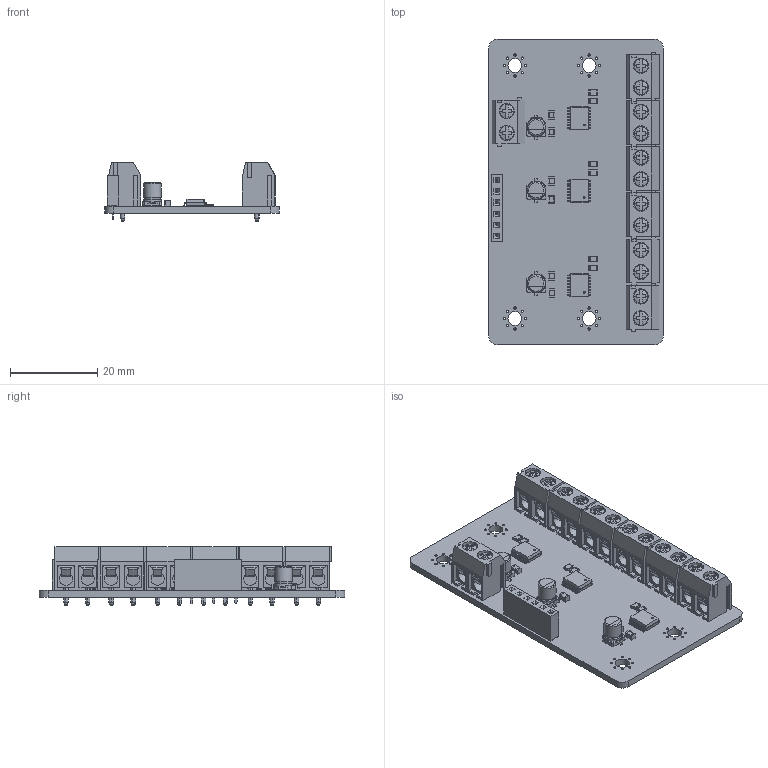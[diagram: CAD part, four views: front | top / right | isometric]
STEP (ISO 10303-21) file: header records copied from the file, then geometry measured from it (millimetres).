
FILE_DESCRIPTION(('KiCad electronic assembly'),'2;1');
FILE_NAME('cat_finder_motors.stp','2019-09-28T16:30:33',('An Author'),( 'A Company'),'Open CASCADE STEP processor 6.9', 'KiCad to STEP converter','Unknown');
FILE_SCHEMA(('AUTOMOTIVE_DESIGN { 1 0 10303 214 1 1 1 1 }'));
Length unit declared in the file: millimetre
Products named in the file (14): Open CASCADE STEP translator 6.9 1; R_0805_2012Metric; SOLID; CP_Elec_4x5.4; TerminalBlock_bornier-2_P5.08mm; COMPOUND; TSSOP-16-1EP_4.4x5mm_Pitch0.65mm_EP3.4x5mm; C_0805_2012Metric; PinSocket_1x06_P2.54mm_Vertical
Assembly tree (33 placements, depth 3):
  Open CASCADE STEP translator 6.9 1
    R_0805_2012Metric  x6
      SOLID
    CP_Elec_4x5.4  x3
      SOLID
    TerminalBlock_bornier-2_P5.08mm  x7
      COMPOUND
    TSSOP-16-1EP_4.4x5mm_Pitch0.65mm_EP3.4x5mm  x3
      SOLID
    C_0805_2012Metric  x6
      SOLID
    PinSocket_1x06_P2.54mm_Vertical
      SOLID
    COMPOUND
Bounding box: 40 x 70 x 13.5 mm (x, y, z)
Volume: 9139.6 mm3; surface area: 16390.8 mm2
Topology: 69 solids, 69 shells, 2955 faces, 7438 edges, 4685 vertices
Faces by surface type: plane 1915, cylinder 703, bspline 182, sphere 84, revolution 31, cone 28, torus 12
Full cylindrical faces by diameter (mm): 0.33 x18, 0.4 x3, 0.5 x32, 1 x6, 1.52 x14, 3.2 x4, 4 x6
Entity records: 61530 total; most frequent: CARTESIAN_POINT 12519, DIRECTION 8361, LINE 5430, VECTOR 5430, ORIENTED_EDGE 4396, PCURVE 4396, DEFINITIONAL_REPRESENTATION 4396, EDGE_CURVE 2198
